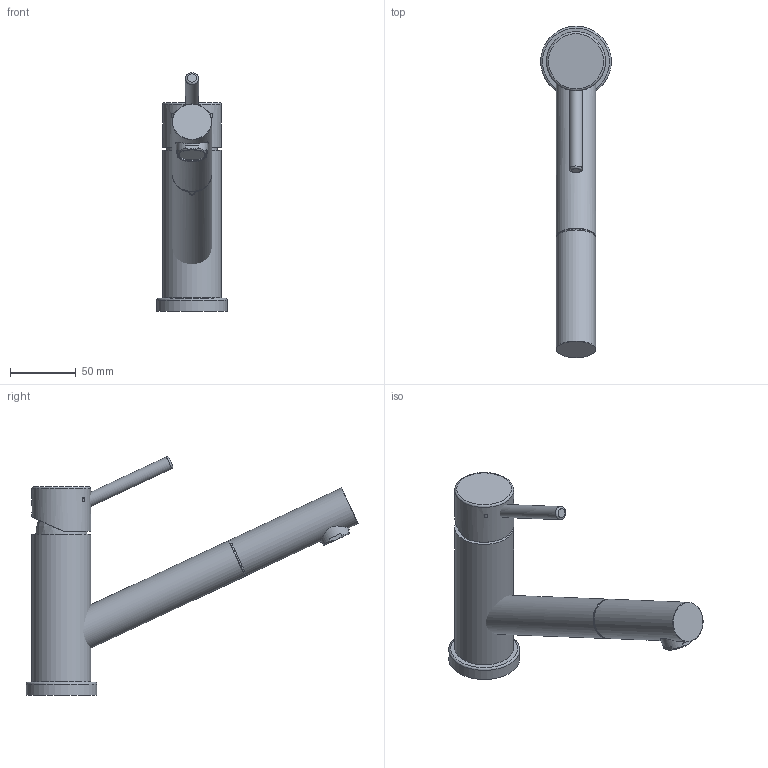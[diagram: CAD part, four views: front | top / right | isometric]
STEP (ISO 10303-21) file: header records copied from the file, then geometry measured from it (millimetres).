
FILE_DESCRIPTION(/* description */ (''),/* implementation_level */ '2;1');
FILE_NAME(/* name */ '3D_925800_ComoShowerWindow Schraube am Auslauf entfernen - done RING AM AUSLAUF ENTFERNEN.step',/* time_stamp */ '2023-03-06T17:56:06+01:00',/* author */ (''),/* organization */ (''),/* preprocessor_version */ 'ST-DEVELOPER v19.2',/* originating_system */ 'Autodesk Translation Framework v11.17.0.187',/* authorisation */ '');
FILE_SCHEMA (('AUTOMOTIVE_DESIGN { 1 0 10303 214 3 1 1 }'));
Length unit declared in the file: millimetre
Products named in the file (16): (Nicht gespeichert); GT2011W-05-H; GT2011W-05-01; GT2016-04_ASM; V522; V140C; V815; V104DL_MODEL; V249DL; GT2025-02_ASM; GT2025-02-01; GT2025-02-02; GT2011-04; V101; Komponente16; Komponente17
Assembly tree (15 placements, depth 3):
  (Nicht gespeichert)
    GT2011W-05-H
      GT2011W-05-01
    GT2016-04_ASM
      V522
      V140C
      V815
    V104DL_MODEL
      V249DL
    GT2025-02_ASM
      GT2025-02-01
      GT2025-02-02
    GT2011-04
    V101
    Komponente16
    Komponente17
Bounding box: 54 x 253.12 x 181.93 mm (x, y, z)
Volume: 330682.6 mm3; surface area: 79343.3 mm2
Topology: 8 solids, 10 shells, 96 faces, 221 edges, 146 vertices
Faces by surface type: plane 47, cylinder 31, torus 8, cone 6, bspline 4
Full cylindrical faces by diameter (mm): 3 x2, 6 x1, 10 x1, 16 x1, 20.1 x1, 23.9 x1, 24.4 x1, 25.8 x1, 27.1 x2, 28.2 x1, 30 x2, 40 x1, 42.7 x1, 45 x2, 54 x1
Entity records: 5557 total; most frequent: CARTESIAN_POINT 2946, DIRECTION 523, ORIENTED_EDGE 417, EDGE_CURVE 219, AXIS2_PLACEMENT_3D 214, VERTEX_POINT 146, EDGE_LOOP 106, FACE_OUTER_BOUND 96
